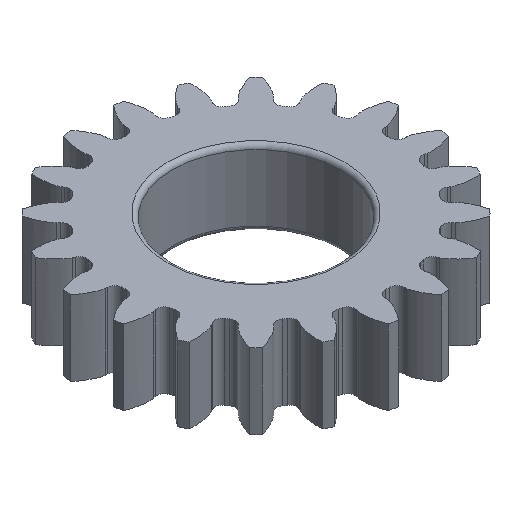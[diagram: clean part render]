
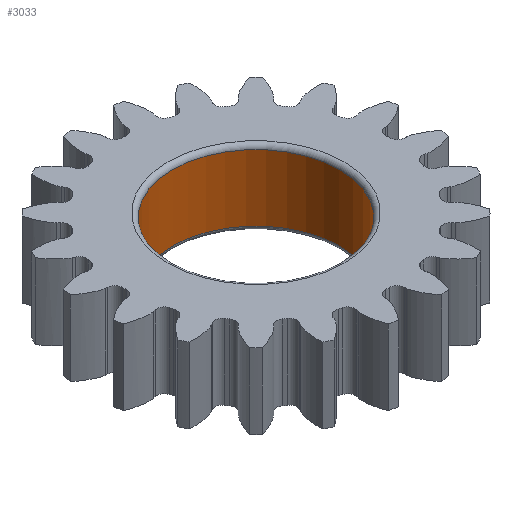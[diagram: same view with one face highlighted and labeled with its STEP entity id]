
A CAD part, isometric view. The second image highlights one B-rep face of the part: STEP entity #3033.
In plain terms, the highlighted cylindrical face has radius 5.55 mm (diameter 11.1 mm), a full revolution.
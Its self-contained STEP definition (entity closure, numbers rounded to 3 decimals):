
#179=LINE('',#4342,#420);
#420=VECTOR('',#3519,5.55);
#661=CYLINDRICAL_SURFACE('',#3216,5.55);
#743=FACE_OUTER_BOUND('',#908,.T.);
#908=EDGE_LOOP('',(#2059,#2060,#2061,#2062,#2063));
#1076=CIRCLE('',#3214,5.55);
#1077=CIRCLE('',#3215,5.55);
#1078=CIRCLE('',#3217,5.55);
#1242=VERTEX_POINT('',#4334);
#1243=VERTEX_POINT('',#4336);
#1244=VERTEX_POINT('',#4340);
#1568=EDGE_CURVE('',#1242,#1243,#1076,.T.);
#1569=EDGE_CURVE('',#1243,#1242,#1077,.T.);
#1570=EDGE_CURVE('',#1244,#1244,#1078,.T.);
#1571=EDGE_CURVE('',#1244,#1243,#179,.T.);
#2059=ORIENTED_EDGE('',*,*,#1570,.F.);
#2060=ORIENTED_EDGE('',*,*,#1571,.T.);
#2061=ORIENTED_EDGE('',*,*,#1568,.F.);
#2062=ORIENTED_EDGE('',*,*,#1569,.F.);
#2063=ORIENTED_EDGE('',*,*,#1571,.F.);
#3033=ADVANCED_FACE('',(#743),#661,.F.);
#3214=AXIS2_PLACEMENT_3D('',#4337,#3511,#3512);
#3215=AXIS2_PLACEMENT_3D('',#4338,#3513,#3514);
#3216=AXIS2_PLACEMENT_3D('',#4339,#3515,#3516);
#3217=AXIS2_PLACEMENT_3D('',#4341,#3517,#3518);
#3511=DIRECTION('center_axis',(0.,0.,
1.));
#3512=DIRECTION('ref_axis',(-1.,0.,0.));
#3513=DIRECTION('center_axis',(0.,0.,
1.));
#3514=DIRECTION('ref_axis',(-1.,0.,0.));
#3515=DIRECTION('center_axis',(0.,0.,-1.));
#3516=DIRECTION('ref_axis',(-1.,0.,0.));
#3517=DIRECTION('center_axis',(0.,0.,
-1.));
#3518=DIRECTION('ref_axis',(-1.,0.,0.));
#3519=DIRECTION('',(0.,0.,-1.));
#4334=CARTESIAN_POINT('',(-275.6,65.339,820.1));
#4336=CARTESIAN_POINT('',(-264.5,65.339,820.1));
#4337=CARTESIAN_POINT('Origin',(-270.05,65.339,820.1));
#4338=CARTESIAN_POINT('Origin',(-270.05,65.339,820.1));
#4339=CARTESIAN_POINT('Origin',(-270.05,65.339,824.8));
#4340=CARTESIAN_POINT('',(-264.5,65.339,824.5));
#4341=CARTESIAN_POINT('Origin',(-270.05,65.339,824.5));
#4342=CARTESIAN_POINT('',(-264.5,65.339,824.8));
